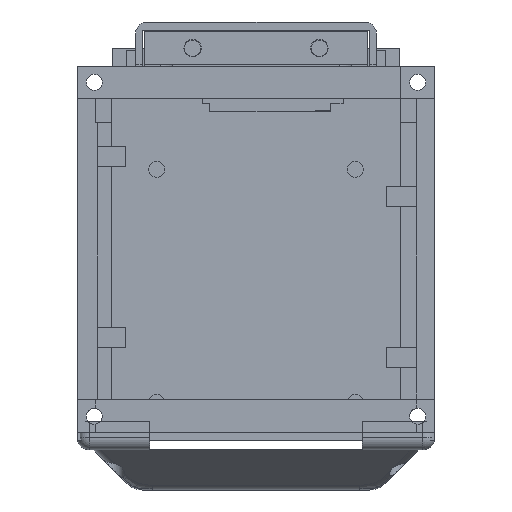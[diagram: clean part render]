
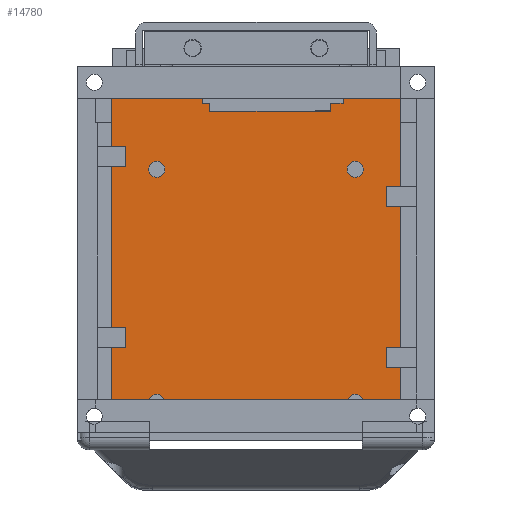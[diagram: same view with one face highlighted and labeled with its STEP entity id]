
A CAD part, front view. The second image highlights one B-rep face of the part: STEP entity #14780.
In plain terms, the highlighted planar face has unit normal (0, -1, 0).
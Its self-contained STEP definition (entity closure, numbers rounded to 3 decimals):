
#401=FACE_BOUND('',#2092,.T.);
#402=FACE_BOUND('',#2093,.T.);
#403=FACE_BOUND('',#2094,.T.);
#404=FACE_BOUND('',#2095,.T.);
#405=FACE_BOUND('',#2096,.T.);
#628=CIRCLE('',#15653,2.);
#629=CIRCLE('',#15654,2.);
#630=CIRCLE('',#15655,2.);
#631=CIRCLE('',#15656,2.);
#1280=FACE_OUTER_BOUND('',#2091,.T.);
#2091=EDGE_LOOP('',(#10345,#10346,#10347,#10348));
#2092=EDGE_LOOP('',(#10349,#10350,#10351,#10352,#10353,#10354,#10355,#10356));
#2093=EDGE_LOOP('',(#10357));
#2094=EDGE_LOOP('',(#10358));
#2095=EDGE_LOOP('',(#10359));
#2096=EDGE_LOOP('',(#10360));
#2950=LINE('',#20836,#4589);
#2953=LINE('',#20842,#4592);
#2957=LINE('',#20849,#4596);
#2965=LINE('',#20866,#4604);
#2982=LINE('',#20922,#4621);
#3011=LINE('',#20990,#4650);
#3017=LINE('',#21002,#4656);
#3183=LINE('',#21381,#4822);
#3214=LINE('',#21485,#4853);
#3215=LINE('',#21487,#4854);
#3216=LINE('',#21489,#4855);
#3217=LINE('',#21490,#4856);
#4589=VECTOR('',#16728,10.);
#4592=VECTOR('',#16733,10.);
#4596=VECTOR('',#16739,10.);
#4604=VECTOR('',#16751,10.);
#4621=VECTOR('',#16804,10.);
#4650=VECTOR('',#16859,10.);
#4656=VECTOR('',#16869,10.);
#4822=VECTOR('',#17197,10.);
#4853=VECTOR('',#17320,10.);
#4854=VECTOR('',#17321,10.);
#4855=VECTOR('',#17322,10.);
#4856=VECTOR('',#17323,10.);
#6228=VERTEX_POINT('',#20833);
#6229=VERTEX_POINT('',#20835);
#6231=VERTEX_POINT('',#20841);
#6233=VERTEX_POINT('',#20847);
#6240=VERTEX_POINT('',#20865);
#6260=VERTEX_POINT('',#20919);
#6261=VERTEX_POINT('',#20921);
#6287=VERTEX_POINT('',#20989);
#6449=VERTEX_POINT('',#21483);
#6450=VERTEX_POINT('',#21484);
#6451=VERTEX_POINT('',#21486);
#6452=VERTEX_POINT('',#21488);
#6453=VERTEX_POINT('',#21491);
#6454=VERTEX_POINT('',#21493);
#6455=VERTEX_POINT('',#21495);
#6456=VERTEX_POINT('',#21497);
#7632=EDGE_CURVE('',#6229,#6228,#2950,.T.);
#7635=EDGE_CURVE('',#6231,#6229,#2953,.T.);
#7639=EDGE_CURVE('',#6228,#6233,#2957,.T.);
#7647=EDGE_CURVE('',#6240,#6231,#2965,.T.);
#7673=EDGE_CURVE('',#6261,#6260,#2982,.T.);
#7709=EDGE_CURVE('',#6287,#6261,#3011,.T.);
#7715=EDGE_CURVE('',#6233,#6287,#3017,.T.);
#7907=EDGE_CURVE('',#6260,#6240,#3183,.T.);
#7955=EDGE_CURVE('',#6449,#6450,#3214,.T.);
#7956=EDGE_CURVE('',#6451,#6450,#3215,.T.);
#7957=EDGE_CURVE('',#6451,#6452,#3216,.T.);
#7958=EDGE_CURVE('',#6452,#6449,#3217,.T.);
#7959=EDGE_CURVE('',#6453,#6453,#628,.T.);
#7960=EDGE_CURVE('',#6454,#6454,#629,.T.);
#7961=EDGE_CURVE('',#6455,#6455,#630,.T.);
#7962=EDGE_CURVE('',#6456,#6456,#631,.T.);
#10345=ORIENTED_EDGE('',*,*,#7955,.T.);
#10346=ORIENTED_EDGE('',*,*,#7956,.F.);
#10347=ORIENTED_EDGE('',*,*,#7957,.T.);
#10348=ORIENTED_EDGE('',*,*,#7958,.T.);
#10349=ORIENTED_EDGE('',*,*,#7639,.T.);
#10350=ORIENTED_EDGE('',*,*,#7715,.T.);
#10351=ORIENTED_EDGE('',*,*,#7709,.T.);
#10352=ORIENTED_EDGE('',*,*,#7673,.T.);
#10353=ORIENTED_EDGE('',*,*,#7907,.T.);
#10354=ORIENTED_EDGE('',*,*,#7647,.T.);
#10355=ORIENTED_EDGE('',*,*,#7635,.T.);
#10356=ORIENTED_EDGE('',*,*,#7632,.T.);
#10357=ORIENTED_EDGE('',*,*,#7959,.F.);
#10358=ORIENTED_EDGE('',*,*,#7960,.F.);
#10359=ORIENTED_EDGE('',*,*,#7961,.F.);
#10360=ORIENTED_EDGE('',*,*,#7962,.F.);
#14178=PLANE('',#15652);
#14780=ADVANCED_FACE('',(#1280,#401,#402,#403,#404,#405),#14178,.F.);
#15652=AXIS2_PLACEMENT_3D('',#21482,#17318,#17319);
#15653=AXIS2_PLACEMENT_3D('',#21492,#17324,#17325);
#15654=AXIS2_PLACEMENT_3D('',#21494,#17326,#17327);
#15655=AXIS2_PLACEMENT_3D('',#21496,#17328,#17329);
#15656=AXIS2_PLACEMENT_3D('',#21498,#17330,#17331);
#16728=DIRECTION('',(-1.,0.,0.));
#16733=DIRECTION('',(0.,0.,-1.));
#16739=DIRECTION('',(0.,0.,1.));
#16751=DIRECTION('',(-1.,0.,0.));
#16804=DIRECTION('',(1.,0.,0.));
#16859=DIRECTION('',(0.,0.,1.));
#16869=DIRECTION('',(-1.,0.,0.));
#17197=DIRECTION('',(0.,0.,-1.));
#17318=DIRECTION('center_axis',(0.,1.,0.));
#17319=DIRECTION('ref_axis',(1.,0.,0.));
#17320=DIRECTION('',(-1.,0.,0.));
#17321=DIRECTION('',(0.,0.,1.));
#17322=DIRECTION('',(1.,0.,0.));
#17323=DIRECTION('',(0.,0.,1.));
#17324=DIRECTION('center_axis',(0.,-1.,0.));
#17325=DIRECTION('ref_axis',(1.,0.,0.));
#17326=DIRECTION('center_axis',(0.,-1.,0.));
#17327=DIRECTION('ref_axis',(1.,0.,0.));
#17328=DIRECTION('center_axis',(0.,-1.,0.));
#17329=DIRECTION('ref_axis',(1.,0.,0.));
#17330=DIRECTION('center_axis',(0.,-1.,0.));
#17331=DIRECTION('ref_axis',(1.,0.,0.));
#20833=CARTESIAN_POINT('',(-11.5,0.,32.3));
#20835=CARTESIAN_POINT('',(18.5,0.,32.3));
#20836=CARTESIAN_POINT('',(9.25,0.,32.3));
#20841=CARTESIAN_POINT('',(18.5,0.,34.3));
#20842=CARTESIAN_POINT('',(18.5,0.,17.15));
#20847=CARTESIAN_POINT('',(-11.5,0.,34.3));
#20849=CARTESIAN_POINT('',(-11.5,0.,16.15));
#20865=CARTESIAN_POINT('',(21.7,0.,34.3));
#20866=CARTESIAN_POINT('',(10.85,0.,34.3));
#20919=CARTESIAN_POINT('',(21.7,0.,36.3));
#20921=CARTESIAN_POINT('',(-13.3,0.,36.3));
#20922=CARTESIAN_POINT('',(-6.65,0.,36.3));
#20989=CARTESIAN_POINT('',(-13.3,0.,34.3));
#20990=CARTESIAN_POINT('',(-13.3,0.,17.15));
#21002=CARTESIAN_POINT('',(10.85,0.,34.3));
#21381=CARTESIAN_POINT('',(21.7,0.,18.15));
#21482=CARTESIAN_POINT('Origin',(0.,0.,0.));
#21483=CARTESIAN_POINT('',(36.,0.,43.5));
#21484=CARTESIAN_POINT('',(-36.,0.,43.5));
#21485=CARTESIAN_POINT('',(28.,0.,43.5));
#21486=CARTESIAN_POINT('',(-36.,0.,-43.5));
#21487=CARTESIAN_POINT('',(-36.,0.,-43.5));
#21488=CARTESIAN_POINT('',(36.,0.,-43.5));
#21489=CARTESIAN_POINT('',(28.,0.,-43.5));
#21490=CARTESIAN_POINT('',(36.,0.,-43.5));
#21491=CARTESIAN_POINT('',(-26.7,0.,17.8));
#21492=CARTESIAN_POINT('Origin',(-24.7,0.,17.8));
#21493=CARTESIAN_POINT('',(-26.7,0.,-40.2));
#21494=CARTESIAN_POINT('Origin',(-24.7,0.,-40.2));
#21495=CARTESIAN_POINT('',(22.7,0.,-40.2));
#21496=CARTESIAN_POINT('Origin',(24.7,0.,-40.2));
#21497=CARTESIAN_POINT('',(22.7,0.,17.8));
#21498=CARTESIAN_POINT('Origin',(24.7,0.,17.8));
